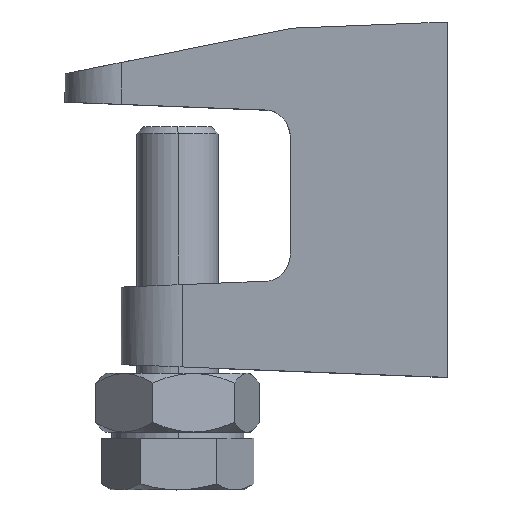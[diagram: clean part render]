
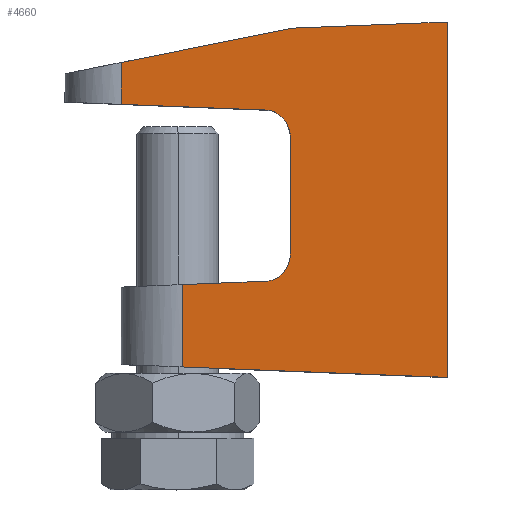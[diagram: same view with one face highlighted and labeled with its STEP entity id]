
A CAD part, top view. The second image highlights one B-rep face of the part: STEP entity #4660.
In plain terms, the highlighted planar face has unit normal (-0.077, 0, 0.997).
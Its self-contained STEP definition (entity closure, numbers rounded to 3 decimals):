
#10 = CARTESIAN_POINT ( 'NONE',  ( 10.965, 6.741, 6.552 ) ) ;
#28 = VERTEX_POINT ( 'NONE', #4247 ) ;
#30 = LINE ( 'NONE', #2977, #1866 ) ;
#60 = EDGE_CURVE ( 'NONE', #366, #4541, #4626, .T. ) ;
#88 = EDGE_CURVE ( 'NONE', #3471, #1302, #2605, .T. ) ;
#111 = CARTESIAN_POINT ( 'NONE',  ( -21.062, 6.741, 4.088 ) ) ;
#179 = DIRECTION ( 'NONE',  ( 0.996, -0.039, 0.077 ) ) ;
#208 = EDGE_CURVE ( 'NONE', #28, #1784, #267, .T. ) ;
#267 = LINE ( 'NONE', #3982, #3490 ) ;
#366 = VERTEX_POINT ( 'NONE', #2391 ) ;
#473 = LINE ( 'NONE', #4518, #3827 ) ;
#526 = DIRECTION ( 'NONE',  ( 0., 1., 0. ) ) ;
#552 = CARTESIAN_POINT ( 'NONE',  ( -6.805, -18.741, 5.185 ) ) ;
#614 = CARTESIAN_POINT ( 'NONE',  ( -4.428, -15.948, 5.368 ) ) ;
#694 = CARTESIAN_POINT ( 'NONE',  ( -4.428, -4.708, 5.368 ) ) ;
#732 = EDGE_CURVE ( 'NONE', #4355, #3471, #473, .T. ) ;
#739 = EDGE_LOOP ( 'NONE', ( #1679, #3784, #4013, #3478, #3810, #2186, #3375, #2880, #2602, #3832, #3568 ) ) ;
#769 = DIRECTION ( 'NONE',  ( 0., -1., 0. ) ) ;
#848 = LINE ( 'NONE', #111, #1290 ) ;
#858 = PLANE ( 'NONE',  #2332 ) ;
#882 = CARTESIAN_POINT ( 'NONE',  ( -4.428, -3.116, 5.368 ) ) ;
#954 = DIRECTION ( 'NONE',  ( 0., -1., 0. ) ) ;
#1140 = EDGE_CURVE ( 'NONE', #4541, #1538, #2511, .T. ) ;
#1290 = VECTOR ( 'NONE', #4570, 1000. ) ;
#1302 = VERTEX_POINT ( 'NONE', #694 ) ;
#1436 = EDGE_CURVE ( 'NONE', #28, #3666, #2416, .T. ) ;
#1493 =( BOUNDED_CURVE ( )  B_SPLINE_CURVE ( 3, ( #3807, #2692, #4550, #552 ),
 .UNSPECIFIED., .F., .F. ) 
 B_SPLINE_CURVE_WITH_KNOTS ( ( 4, 4 ),
 ( 0., 1.536 ),
 .UNSPECIFIED. ) 
 CURVE ( )  GEOMETRIC_REPRESENTATION_ITEM ( )  RATIONAL_B_SPLINE_CURVE ( ( 1., 0.813, 0.813, 1. ) ) 
 REPRESENTATION_ITEM ( '' )  );
#1502 = DIRECTION ( 'NONE',  ( -0.996, -0.039, -0.077 ) ) ;
#1538 = VERTEX_POINT ( 'NONE', #1792 ) ;
#1627 = CARTESIAN_POINT ( 'NONE',  ( -6.805, -1.916, 5.185 ) ) ;
#1679 = ORIENTED_EDGE ( 'NONE', *, *, #3136, .T. ) ;
#1724 = EDGE_CURVE ( 'NONE', #1302, #3550, #1878, .T. ) ;
#1784 = VERTEX_POINT ( 'NONE', #4430 ) ;
#1792 = CARTESIAN_POINT ( 'NONE',  ( -21.062, 2.77, 4.088 ) ) ;
#1851 = VECTOR ( 'NONE', #2093, 1000. ) ;
#1866 = VECTOR ( 'NONE', #1502, 1000. ) ;
#1878 = LINE ( 'NONE', #3386, #3370 ) ;
#1891 = VECTOR ( 'NONE', #769, 1000. ) ;
#2023 = EDGE_CURVE ( 'NONE', #366, #1784, #4088, .T. ) ;
#2058 = VECTOR ( 'NONE', #526, 1000. ) ;
#2065 = CARTESIAN_POINT ( 'NONE',  ( -6.805, -1.916, 5.185 ) ) ;
#2093 = DIRECTION ( 'NONE',  ( -0.978, -0.196, -0.075 ) ) ;
#2166 = CARTESIAN_POINT ( 'NONE',  ( -15.062, -19.068, 4.55 ) ) ;
#2171 = CARTESIAN_POINT ( 'NONE',  ( -4.211, 6.14, 5.384 ) ) ;
#2186 = ORIENTED_EDGE ( 'NONE', *, *, #4556, .T. ) ;
#2332 = AXIS2_PLACEMENT_3D ( 'NONE', #3862, #3887, #954 ) ;
#2353 = CARTESIAN_POINT ( 'NONE',  ( -4.428, -4.708, 5.368 ) ) ;
#2391 = CARTESIAN_POINT ( 'NONE',  ( 10.965, 6.741, 6.552 ) ) ;
#2416 = LINE ( 'NONE', #3178, #2058 ) ;
#2511 = LINE ( 'NONE', #2802, #1851 ) ;
#2602 = ORIENTED_EDGE ( 'NONE', *, *, #2023, .F. ) ;
#2605 =( BOUNDED_CURVE ( )  B_SPLINE_CURVE ( 3, ( #1627, #2720, #882, #2353 ),
 .UNSPECIFIED., .F., .T. ) 
 B_SPLINE_CURVE_WITH_KNOTS ( ( 4, 4 ),
 ( 4.747, 6.283 ),
 .UNSPECIFIED. ) 
 CURVE ( )  GEOMETRIC_REPRESENTATION_ITEM ( )  RATIONAL_B_SPLINE_CURVE ( ( 1., 0.813, 0.813, 1. ) ) 
 REPRESENTATION_ITEM ( '' )  );
#2692 = CARTESIAN_POINT ( 'NONE',  ( -4.428, -17.54, 5.368 ) ) ;
#2720 = CARTESIAN_POINT ( 'NONE',  ( -5.403, -1.971, 5.293 ) ) ;
#2742 = VERTEX_POINT ( 'NONE', #2951 ) ;
#2802 = CARTESIAN_POINT ( 'NONE',  ( 10.6, 9.101, 6.524 ) ) ;
#2850 = EDGE_CURVE ( 'NONE', #3550, #2742, #1493, .T. ) ;
#2880 = ORIENTED_EDGE ( 'NONE', *, *, #208, .T. ) ;
#2951 = CARTESIAN_POINT ( 'NONE',  ( -6.805, -18.741, 5.185 ) ) ;
#2962 = VECTOR ( 'NONE', #4223, 1000. ) ;
#2977 = CARTESIAN_POINT ( 'NONE',  ( 11.722, -18.007, 6.61 ) ) ;
#3136 = EDGE_CURVE ( 'NONE', #1538, #4355, #848, .T. ) ;
#3178 = CARTESIAN_POINT ( 'NONE',  ( -15.062, -28.196, 4.55 ) ) ;
#3370 = VECTOR ( 'NONE', #4492, 1000. ) ;
#3375 = ORIENTED_EDGE ( 'NONE', *, *, #1436, .F. ) ;
#3386 = CARTESIAN_POINT ( 'NONE',  ( -4.428, 6.741, 5.368 ) ) ;
#3471 = VERTEX_POINT ( 'NONE', #2065 ) ;
#3478 = ORIENTED_EDGE ( 'NONE', *, *, #1724, .T. ) ;
#3490 = VECTOR ( 'NONE', #3614, 1000. ) ;
#3550 = VERTEX_POINT ( 'NONE', #614 ) ;
#3568 = ORIENTED_EDGE ( 'NONE', *, *, #1140, .T. ) ;
#3614 = DIRECTION ( 'NONE',  ( 0.996, -0.039, 0.077 ) ) ;
#3666 = VERTEX_POINT ( 'NONE', #2166 ) ;
#3784 = ORIENTED_EDGE ( 'NONE', *, *, #732, .T. ) ;
#3807 = CARTESIAN_POINT ( 'NONE',  ( -4.428, -15.948, 5.368 ) ) ;
#3810 = ORIENTED_EDGE ( 'NONE', *, *, #2850, .T. ) ;
#3827 = VECTOR ( 'NONE', #179, 1000. ) ;
#3832 = ORIENTED_EDGE ( 'NONE', *, *, #60, .T. ) ;
#3862 = CARTESIAN_POINT ( 'NONE',  ( 10.965, 6.741, 6.552 ) ) ;
#3887 = DIRECTION ( 'NONE',  ( 0.077, 0., -0.997 ) ) ;
#3982 = CARTESIAN_POINT ( 'NONE',  ( 9.897, -28.153, 6.469 ) ) ;
#3998 = CARTESIAN_POINT ( 'NONE',  ( -21.062, -1.351, 4.088 ) ) ;
#4013 = ORIENTED_EDGE ( 'NONE', *, *, #88, .T. ) ;
#4088 = LINE ( 'NONE', #10, #1891 ) ;
#4199 = CARTESIAN_POINT ( 'NONE',  ( 10.965, 6.741, 6.552 ) ) ;
#4223 = DIRECTION ( 'NONE',  ( -0.996, -0.039, -0.077 ) ) ;
#4247 = CARTESIAN_POINT ( 'NONE',  ( -15.062, -27.165, 4.55 ) ) ;
#4355 = VERTEX_POINT ( 'NONE', #3998 ) ;
#4430 = CARTESIAN_POINT ( 'NONE',  ( 10.965, -28.196, 6.552 ) ) ;
#4492 = DIRECTION ( 'NONE',  ( 0., -1., 0. ) ) ;
#4518 = CARTESIAN_POINT ( 'NONE',  ( 10.679, -2.608, 6.53 ) ) ;
#4541 = VERTEX_POINT ( 'NONE', #2171 ) ;
#4550 = CARTESIAN_POINT ( 'NONE',  ( -5.403, -18.685, 5.293 ) ) ;
#4556 = EDGE_CURVE ( 'NONE', #2742, #3666, #30, .T. ) ;
#4570 = DIRECTION ( 'NONE',  ( 0., -1., 0. ) ) ;
#4605 = FACE_OUTER_BOUND ( 'NONE', #739, .T. ) ;
#4626 = LINE ( 'NONE', #4199, #2962 ) ;
#4660 = ADVANCED_FACE ( 'NONE', ( #4605 ), #858, .F. ) ;
